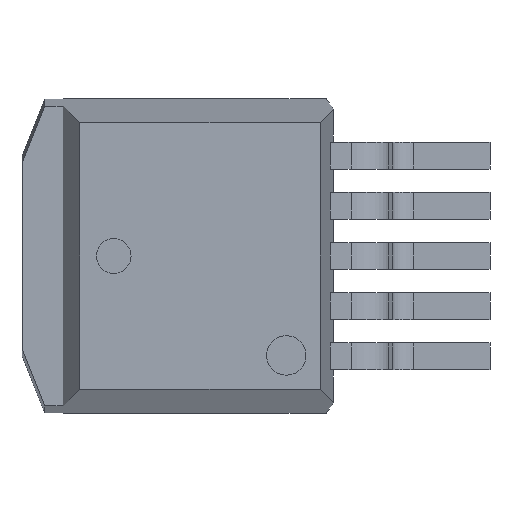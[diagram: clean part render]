
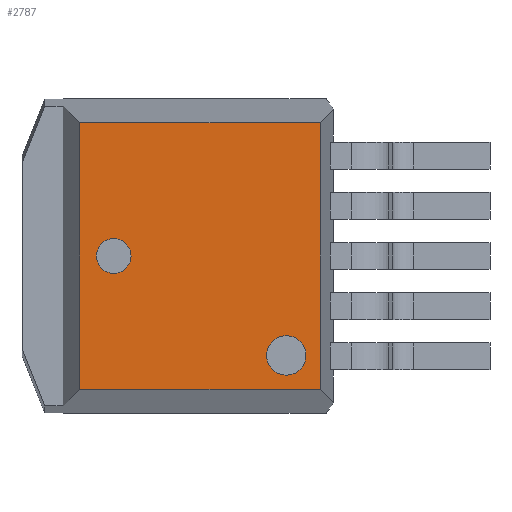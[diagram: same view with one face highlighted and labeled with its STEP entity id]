
A CAD part, left-side view. The second image highlights one B-rep face of the part: STEP entity #2787.
In plain terms, the highlighted planar face has unit normal (-1, 0, 0).
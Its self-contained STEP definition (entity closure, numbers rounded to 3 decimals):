
#5 = VERTEX_POINT ( 'NONE', #780 ) ;
#136 = DIRECTION ( 'NONE',  ( -1., 0., 0. ) ) ;
#158 = EDGE_LOOP ( 'NONE', ( #3446, #666 ) ) ;
#188 = DIRECTION ( 'NONE',  ( 0., -1., 0. ) ) ;
#220 = CARTESIAN_POINT ( 'NONE',  ( -2.565, 0.249, -4.523 ) ) ;
#305 = LINE ( 'NONE', #2087, #3373 ) ;
#354 = EDGE_CURVE ( 'NONE', #916, #3814, #4224, .T. ) ;
#395 = CIRCLE ( 'NONE', #4147, 0.669 ) ;
#442 = CARTESIAN_POINT ( 'NONE',  ( -2.565, 7.455, 0. ) ) ;
#449 = DIRECTION ( 'NONE',  ( 0., 0., 1. ) ) ;
#480 = EDGE_LOOP ( 'NONE', ( #1345, #4124, #1841, #1652 ) ) ;
#501 = DIRECTION ( 'NONE',  ( -1., 0., 0. ) ) ;
#562 = CIRCLE ( 'NONE', #3661, 0.588 ) ;
#567 = CARTESIAN_POINT ( 'NONE',  ( -2.565, 0.249, 4.523 ) ) ;
#666 = ORIENTED_EDGE ( 'NONE', *, *, #3362, .F. ) ;
#700 = DIRECTION ( 'NONE',  ( 0., 0., 1. ) ) ;
#741 = CARTESIAN_POINT ( 'NONE',  ( -2.565, 8.042, 0. ) ) ;
#780 = CARTESIAN_POINT ( 'NONE',  ( -2.565, 8.605, -4.523 ) ) ;
#859 = VERTEX_POINT ( 'NONE', #1759 ) ;
#916 = VERTEX_POINT ( 'NONE', #1464 ) ;
#943 = DIRECTION ( 'NONE',  ( -1., 0., 0. ) ) ;
#956 = DIRECTION ( 'NONE',  ( -1., 0., 0. ) ) ;
#970 = VERTEX_POINT ( 'NONE', #741 ) ;
#1034 = FACE_BOUND ( 'NONE', #2731, .T. ) ;
#1067 = DIRECTION ( 'NONE',  ( 0., -1., 0. ) ) ;
#1097 = DIRECTION ( 'NONE',  ( -1., 0., 0. ) ) ;
#1204 = CIRCLE ( 'NONE', #1894, 0.669 ) ;
#1269 = CARTESIAN_POINT ( 'NONE',  ( -2.565, 8.605, 4.523 ) ) ;
#1345 = ORIENTED_EDGE ( 'NONE', *, *, #354, .T. ) ;
#1464 = CARTESIAN_POINT ( 'NONE',  ( -2.565, 0.452, -4.523 ) ) ;
#1601 = EDGE_CURVE ( 'NONE', #4139, #3814, #3374, .T. ) ;
#1652 = ORIENTED_EDGE ( 'NONE', *, *, #4270, .T. ) ;
#1752 = VERTEX_POINT ( 'NONE', #3489 ) ;
#1759 = CARTESIAN_POINT ( 'NONE',  ( -2.565, 2.271, -3.373 ) ) ;
#1841 = ORIENTED_EDGE ( 'NONE', *, *, #3917, .F. ) ;
#1848 = CARTESIAN_POINT ( 'NONE',  ( -2.565, 8.605, -5.334 ) ) ;
#1894 = AXIS2_PLACEMENT_3D ( 'NONE', #3143, #501, #3831 ) ;
#1936 = FACE_BOUND ( 'NONE', #158, .T. ) ;
#2035 = VECTOR ( 'NONE', #3551, 1000. ) ;
#2061 = EDGE_CURVE ( 'NONE', #859, #3296, #1204, .T. ) ;
#2087 = CARTESIAN_POINT ( 'NONE',  ( -2.565, 8.605, -5.334 ) ) ;
#2104 = CARTESIAN_POINT ( 'NONE',  ( -2.565, 7.455, 0. ) ) ;
#2377 = CARTESIAN_POINT ( 'NONE',  ( -2.565, 0.933, -3.373 ) ) ;
#2422 = AXIS2_PLACEMENT_3D ( 'NONE', #442, #136, #2804 ) ;
#2561 = VECTOR ( 'NONE', #188, 1000. ) ;
#2731 = EDGE_LOOP ( 'NONE', ( #3962, #3966 ) ) ;
#2743 = CARTESIAN_POINT ( 'NONE',  ( -2.565, 0.452, 4.523 ) ) ;
#2766 = EDGE_CURVE ( 'NONE', #3296, #859, #395, .T. ) ;
#2787 = ADVANCED_FACE ( 'NONE', ( #1034, #1936, #2913 ), #2825, .T. ) ;
#2804 = DIRECTION ( 'NONE',  ( 0., -1., 0. ) ) ;
#2825 = PLANE ( 'NONE',  #3388 ) ;
#2863 = LINE ( 'NONE', #220, #2561 ) ;
#2913 = FACE_OUTER_BOUND ( 'NONE', #480, .T. ) ;
#3143 = CARTESIAN_POINT ( 'NONE',  ( -2.565, 1.602, -3.373 ) ) ;
#3209 = CIRCLE ( 'NONE', #2422, 0.588 ) ;
#3279 = CARTESIAN_POINT ( 'NONE',  ( -2.565, 1.602, -3.373 ) ) ;
#3296 = VERTEX_POINT ( 'NONE', #2377 ) ;
#3362 = EDGE_CURVE ( 'NONE', #970, #1752, #562, .T. ) ;
#3373 = VECTOR ( 'NONE', #449, 1000. ) ;
#3374 = LINE ( 'NONE', #567, #2035 ) ;
#3388 = AXIS2_PLACEMENT_3D ( 'NONE', #1848, #956, #3606 ) ;
#3446 = ORIENTED_EDGE ( 'NONE', *, *, #4146, .F. ) ;
#3489 = CARTESIAN_POINT ( 'NONE',  ( -2.565, 6.867, 0. ) ) ;
#3551 = DIRECTION ( 'NONE',  ( 0., -1., 0. ) ) ;
#3606 = DIRECTION ( 'NONE',  ( 0., -1., 0. ) ) ;
#3661 = AXIS2_PLACEMENT_3D ( 'NONE', #2104, #1097, #1067 ) ;
#3814 = VERTEX_POINT ( 'NONE', #2743 ) ;
#3831 = DIRECTION ( 'NONE',  ( 0., -1., 0. ) ) ;
#3917 = EDGE_CURVE ( 'NONE', #5, #4139, #305, .T. ) ;
#3953 = DIRECTION ( 'NONE',  ( 0., -1., 0. ) ) ;
#3962 = ORIENTED_EDGE ( 'NONE', *, *, #2766, .F. ) ;
#3966 = ORIENTED_EDGE ( 'NONE', *, *, #2061, .F. ) ;
#4001 = CARTESIAN_POINT ( 'NONE',  ( -2.565, 0.452, -5.334 ) ) ;
#4124 = ORIENTED_EDGE ( 'NONE', *, *, #1601, .F. ) ;
#4139 = VERTEX_POINT ( 'NONE', #1269 ) ;
#4146 = EDGE_CURVE ( 'NONE', #1752, #970, #3209, .T. ) ;
#4147 = AXIS2_PLACEMENT_3D ( 'NONE', #3279, #943, #3953 ) ;
#4224 = LINE ( 'NONE', #4001, #4274 ) ;
#4270 = EDGE_CURVE ( 'NONE', #5, #916, #2863, .T. ) ;
#4274 = VECTOR ( 'NONE', #700, 1000. ) ;
